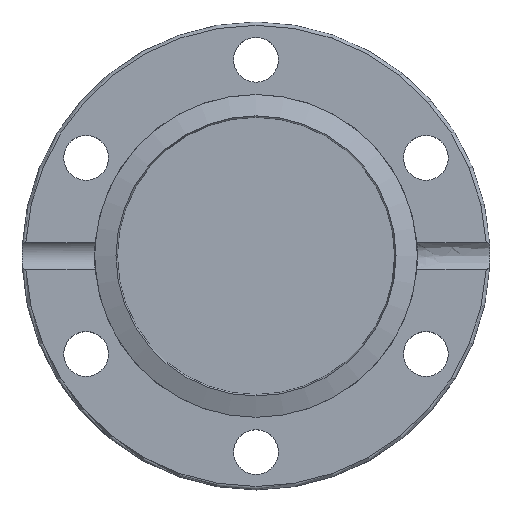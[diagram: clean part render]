
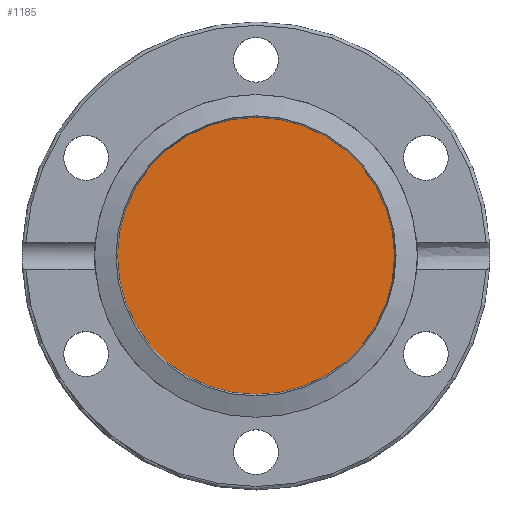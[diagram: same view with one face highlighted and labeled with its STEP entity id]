
A CAD part, top view. The second image highlights one B-rep face of the part: STEP entity #1185.
In plain terms, the highlighted planar face has unit normal (0, 0, 1).
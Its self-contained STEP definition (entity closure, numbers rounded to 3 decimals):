
#1162=CARTESIAN_POINT('',(0.0,-20.732,11.8));
#1163=VERTEX_POINT('',#1162);
#1164=CARTESIAN_POINT('',(0.0,0.,11.8));
#1165=DIRECTION('',(0.0,0.0,-1.0));
#1166=DIRECTION('',(0.0,-1.0,0.0));
#1167=AXIS2_PLACEMENT_3D('',#1164,#1165,#1166);
#1168=CIRCLE('',#1167,20.732);
#1169=EDGE_CURVE('',#1163,#1163,#1168,.T.);
#1177=CARTESIAN_POINT('',(0.0,-10.366,11.8));
#1178=DIRECTION('',(0.0,0.0,-1.0));
#1179=DIRECTION('',(-1.0,0.0,0.0));
#1180=AXIS2_PLACEMENT_3D('',#1177,#1178,#1179);
#1181=PLANE('',#1180);
#1182=ORIENTED_EDGE('',*,*,#1169,.F.);
#1183=EDGE_LOOP('',(#1182));
#1184=FACE_OUTER_BOUND('',#1183,.T.);
#1185=ADVANCED_FACE('',(#1184),#1181,.F.);
